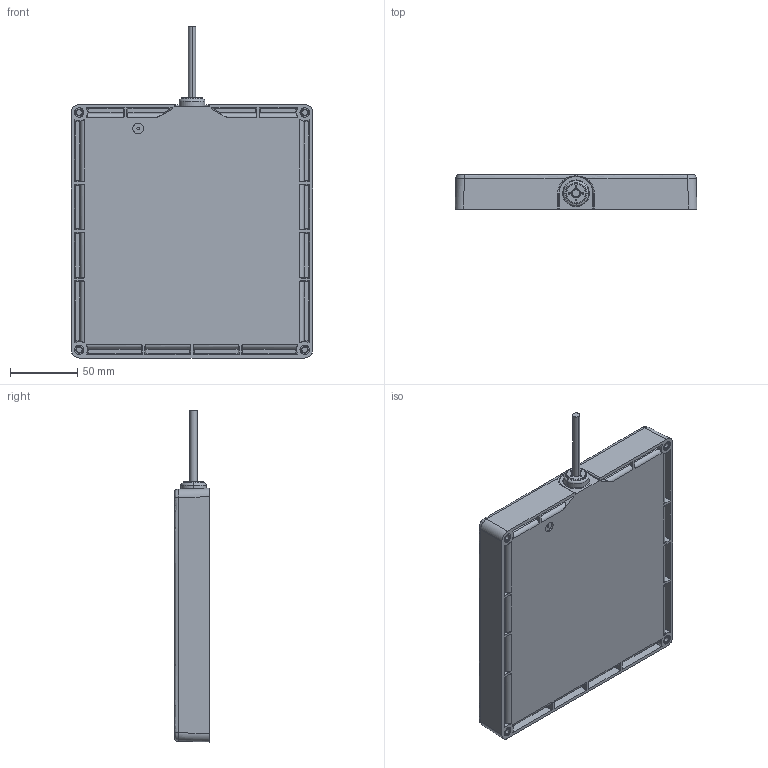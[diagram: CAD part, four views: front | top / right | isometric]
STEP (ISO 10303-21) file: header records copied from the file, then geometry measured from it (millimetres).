
FILE_DESCRIPTION((''),'2;1');
FILE_NAME('157873_SW','2011-09-07T',('banengservice'),('BANNER ENGINEERING'),'PRO/ENGINEER BY PARAMETRIC TECHNOLOGY CORPORATION, 2009141','PRO/ENGINEER BY PARAMETRIC TECHNOLOGY CORPORATION, 2009141','');
FILE_SCHEMA(('CONFIG_CONTROL_DESIGN'));
Products named in the file (1): 157873_SW
Bounding box: 180.1 x 25.77 x 247.23 mm (x, y, z)
Volume: 277671.1 mm3; surface area: 197565.6 mm2
Topology: 3 solids, 3 shells, 957 faces, 2189 edges, 1312 vertices
Faces by surface type: cylinder 281, plane 259, bspline 164, cone 148, sphere 62, torus 43
Entity records: 44075 total; most frequent: CARTESIAN_POINT 23628, ORIENTED_EDGE 4378, DIRECTION 4041, EDGE_CURVE 2189, AXIS2_PLACEMENT_3D 1589, VERTEX_POINT 1312, EDGE_LOOP 1037, FACE_OUTER_BOUND 957
